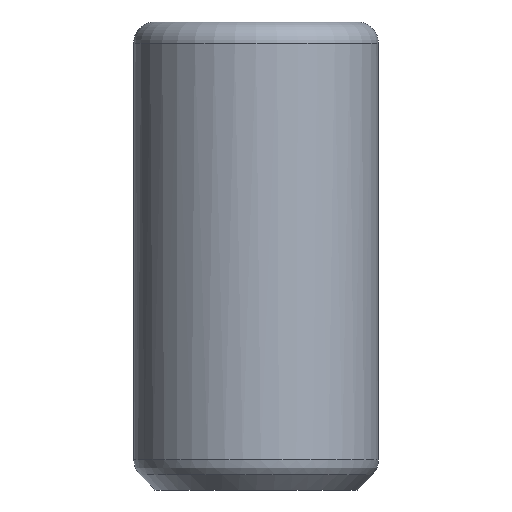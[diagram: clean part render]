
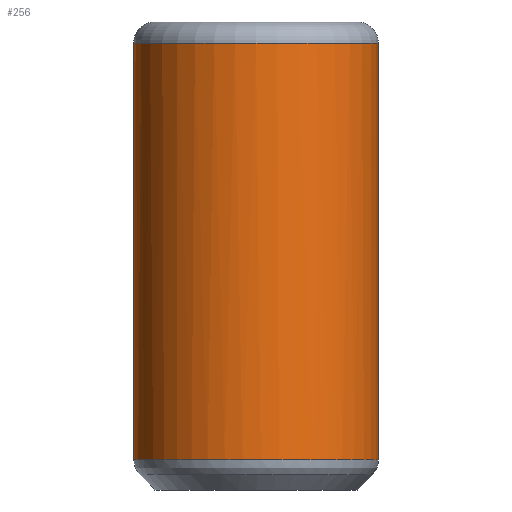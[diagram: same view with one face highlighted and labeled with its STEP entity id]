
A CAD part, front view. The second image highlights one B-rep face of the part: STEP entity #256.
In plain terms, the highlighted cylindrical face has radius 5.75 mm (diameter 11.5 mm), a full revolution.
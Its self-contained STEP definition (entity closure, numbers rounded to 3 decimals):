
#188 = TOROIDAL_SURFACE('',#189,4.75,1.);
#189 = AXIS2_PLACEMENT_3D('',#190,#191,#192);
#190 = CARTESIAN_POINT('',(0.,0.,21.));
#191 = DIRECTION('',(0.,0.,1.));
#192 = DIRECTION('',(1.,0.,-0.));
#207 = VERTEX_POINT('',#208);
#208 = CARTESIAN_POINT('',(5.75,0.,21.));
#228 = EDGE_CURVE('',#207,#207,#229,.T.);
#229 = SURFACE_CURVE('',#230,(#235,#242),.PCURVE_S1.);
#230 = CIRCLE('',#231,5.75);
#231 = AXIS2_PLACEMENT_3D('',#232,#233,#234);
#232 = CARTESIAN_POINT('',(0.,0.,21.));
#233 = DIRECTION('',(0.,0.,1.));
#234 = DIRECTION('',(1.,0.,-0.));
#235 = PCURVE('',#188,#236);
#236 = DEFINITIONAL_REPRESENTATION('',(#237),#241);
#237 = LINE('',#238,#239);
#238 = CARTESIAN_POINT('',(0.,0.));
#239 = VECTOR('',#240,1.);
#240 = DIRECTION('',(1.,0.));
#241 = ( GEOMETRIC_REPRESENTATION_CONTEXT(2) 
PARAMETRIC_REPRESENTATION_CONTEXT() REPRESENTATION_CONTEXT('2D SPACE',''
  ) );
#242 = PCURVE('',#243,#248);
#243 = CYLINDRICAL_SURFACE('',#244,5.75);
#244 = AXIS2_PLACEMENT_3D('',#245,#246,#247);
#245 = CARTESIAN_POINT('',(0.,0.,0.));
#246 = DIRECTION('',(-0.,-0.,-1.));
#247 = DIRECTION('',(1.,0.,0.));
#248 = DEFINITIONAL_REPRESENTATION('',(#249),#253);
#249 = LINE('',#250,#251);
#250 = CARTESIAN_POINT('',(-0.,-21.));
#251 = VECTOR('',#252,1.);
#252 = DIRECTION('',(-1.,0.));
#253 = ( GEOMETRIC_REPRESENTATION_CONTEXT(2) 
PARAMETRIC_REPRESENTATION_CONTEXT() REPRESENTATION_CONTEXT('2D SPACE',''
  ) );
#256 = ADVANCED_FACE('',(#257),#243,.T.);
#257 = FACE_BOUND('',#258,.F.);
#258 = EDGE_LOOP('',(#259,#282,#283,#284));
#259 = ORIENTED_EDGE('',*,*,#260,.T.);
#260 = EDGE_CURVE('',#261,#207,#263,.T.);
#261 = VERTEX_POINT('',#262);
#262 = CARTESIAN_POINT('',(5.75,0.,1.414));
#263 = SEAM_CURVE('',#264,(#268,#275),.PCURVE_S1.);
#264 = LINE('',#265,#266);
#265 = CARTESIAN_POINT('',(5.75,0.,0.));
#266 = VECTOR('',#267,1.);
#267 = DIRECTION('',(0.,0.,1.));
#268 = PCURVE('',#243,#269);
#269 = DEFINITIONAL_REPRESENTATION('',(#270),#274);
#270 = LINE('',#271,#272);
#271 = CARTESIAN_POINT('',(-0.,0.));
#272 = VECTOR('',#273,1.);
#273 = DIRECTION('',(-0.,-1.));
#274 = ( GEOMETRIC_REPRESENTATION_CONTEXT(2) 
PARAMETRIC_REPRESENTATION_CONTEXT() REPRESENTATION_CONTEXT('2D SPACE',''
  ) );
#275 = PCURVE('',#243,#276);
#276 = DEFINITIONAL_REPRESENTATION('',(#277),#281);
#277 = LINE('',#278,#279);
#278 = CARTESIAN_POINT('',(-6.283,0.));
#279 = VECTOR('',#280,1.);
#280 = DIRECTION('',(-0.,-1.));
#281 = ( GEOMETRIC_REPRESENTATION_CONTEXT(2) 
PARAMETRIC_REPRESENTATION_CONTEXT() REPRESENTATION_CONTEXT('2D SPACE',''
  ) );
#282 = ORIENTED_EDGE('',*,*,#228,.T.);
#283 = ORIENTED_EDGE('',*,*,#260,.F.);
#284 = ORIENTED_EDGE('',*,*,#285,.F.);
#285 = EDGE_CURVE('',#261,#261,#286,.T.);
#286 = SURFACE_CURVE('',#287,(#302,#324),.PCURVE_S1.);
#287 = ( BOUNDED_CURVE() B_SPLINE_CURVE(13,(#288,#289,#290,#291,#292,
    #293,#294,#295,#296,#297,#298,#299,#300,#301),.UNSPECIFIED.,.T.,.F.)
 B_SPLINE_CURVE_WITH_KNOTS((14,14),(0.,36.128),
.PIECEWISE_BEZIER_KNOTS.) CURVE() GEOMETRIC_REPRESENTATION_ITEM() 
RATIONAL_B_SPLINE_CURVE((1.,1.,1.,1.,
    1.,1.,1.,1.,
    1.,1.,1.,1.,1.,1.)) 
REPRESENTATION_ITEM('') );
#288 = CARTESIAN_POINT('',(5.75,0.,1.414));
#289 = CARTESIAN_POINT('',(5.75,2.739,1.414)
  );
#290 = CARTESIAN_POINT('',(4.334,5.541,1.414)
  );
#291 = CARTESIAN_POINT('',(1.421,7.545,1.414)
  );
#292 = CARTESIAN_POINT('',(-2.587,7.852,1.414
    ));
#293 = CARTESIAN_POINT('',(-6.05,5.717,1.414
    ));
#294 = CARTESIAN_POINT('',(-8.59,2.599,1.414)
  );
#295 = CARTESIAN_POINT('',(-8.59,-2.599,
    1.414));
#296 = CARTESIAN_POINT('',(-6.05,-5.717,
    1.414));
#297 = CARTESIAN_POINT('',(-2.587,-7.852,1.414
    ));
#298 = CARTESIAN_POINT('',(1.421,-7.545,1.414));
#299 = CARTESIAN_POINT('',(4.334,-5.541,1.414)
  );
#300 = CARTESIAN_POINT('',(5.75,-2.739,1.414
    ));
#301 = CARTESIAN_POINT('',(5.75,0.,1.414));
#302 = PCURVE('',#243,#303);
#303 = DEFINITIONAL_REPRESENTATION('',(#304),#323);
#304 = B_SPLINE_CURVE_WITH_KNOTS('',9,(#305,#306,#307,#308,#309,#310,
    #311,#312,#313,#314,#315,#316,#317,#318,#319,#320,#321,#322),
  .UNSPECIFIED.,.F.,.F.,(10,8,10),(0.,18.064,
    36.128),.UNSPECIFIED.);
#305 = CARTESIAN_POINT('',(0.,-1.414));
#306 = CARTESIAN_POINT('',(-0.344,-1.414));
#307 = CARTESIAN_POINT('',(-0.694,-1.414));
#308 = CARTESIAN_POINT('',(-1.045,-1.414));
#309 = CARTESIAN_POINT('',(-1.396,-1.414));
#310 = CARTESIAN_POINT('',(-1.745,-1.414));
#311 = CARTESIAN_POINT('',(-2.095,-1.414));
#312 = CARTESIAN_POINT('',(-2.443,-1.414));
#313 = CARTESIAN_POINT('',(-2.793,-1.414));
#314 = CARTESIAN_POINT('',(-3.491,-1.414));
#315 = CARTESIAN_POINT('',(-3.84,-1.414));
#316 = CARTESIAN_POINT('',(-4.189,-1.414));
#317 = CARTESIAN_POINT('',(-4.538,-1.414));
#318 = CARTESIAN_POINT('',(-4.887,-1.414));
#319 = CARTESIAN_POINT('',(-5.238,-1.414));
#320 = CARTESIAN_POINT('',(-5.589,-1.414));
#321 = CARTESIAN_POINT('',(-5.939,-1.414));
#322 = CARTESIAN_POINT('',(-6.283,-1.414));
#323 = ( GEOMETRIC_REPRESENTATION_CONTEXT(2) 
PARAMETRIC_REPRESENTATION_CONTEXT() REPRESENTATION_CONTEXT('2D SPACE',''
  ) );
#324 = PCURVE('',#325,#368);
#325 = ( BOUNDED_SURFACE() B_SPLINE_SURFACE(2,13,(
    (#326,#327,#328,#329,#330,#331,#332,#333,#334,#335,#336,#337,#338
      ,#339)
    ,(#340,#341,#342,#343,#344,#345,#346,#347,#348,#349,#350,#351,#352
      ,#353)
    ,(#354,#355,#356,#357,#358,#359,#360,#361,#362,#363,#364,#365,#366
,#367
    )),.UNSPECIFIED.,.F.,.T.,.F.) B_SPLINE_SURFACE_WITH_KNOTS((3,3),(14,
    14),(0.,36.128),(0.,36.128),
.PIECEWISE_BEZIER_KNOTS.) GEOMETRIC_REPRESENTATION_ITEM() 
RATIONAL_B_SPLINE_SURFACE((
    (1.,1.,1.,1.,1.,1.
      ,1.,1.,1.,1.
      ,1.,1.,1.,1.)
    ,(0.924,0.924,0.924,0.924
      ,0.924,0.924,0.924,0.924
      ,0.924,0.924,0.924,0.924
      ,0.924,0.924)
    ,(1.,1.,1.,1.,1.,1.
      ,1.,1.,1.,1.
,1.,1.,1.,1.
  ))) REPRESENTATION_ITEM('') SURFACE() );
#326 = CARTESIAN_POINT('',(5.75,0.,1.414));
#327 = CARTESIAN_POINT('',(5.75,2.739,1.414)
  );
#328 = CARTESIAN_POINT('',(4.334,5.541,1.414)
  );
#329 = CARTESIAN_POINT('',(1.421,7.545,1.414)
  );
#330 = CARTESIAN_POINT('',(-2.587,7.852,1.414
    ));
#331 = CARTESIAN_POINT('',(-6.05,5.717,1.414
    ));
#332 = CARTESIAN_POINT('',(-8.59,2.599,1.414)
  );
#333 = CARTESIAN_POINT('',(-8.59,-2.599,
    1.414));
#334 = CARTESIAN_POINT('',(-6.05,-5.717,
    1.414));
#335 = CARTESIAN_POINT('',(-2.587,-7.852,1.414
    ));
#336 = CARTESIAN_POINT('',(1.421,-7.545,1.414));
#337 = CARTESIAN_POINT('',(4.334,-5.541,1.414)
  );
#338 = CARTESIAN_POINT('',(5.75,-2.739,1.414
    ));
#339 = CARTESIAN_POINT('',(5.75,0.,1.414));
#340 = CARTESIAN_POINT('',(5.75,0.,1.));
#341 = CARTESIAN_POINT('',(5.75,2.739,1.));
#342 = CARTESIAN_POINT('',(4.334,5.541,1.));
#343 = CARTESIAN_POINT('',(1.421,7.545,1.)
  );
#344 = CARTESIAN_POINT('',(-2.587,7.852,1.
    ));
#345 = CARTESIAN_POINT('',(-6.05,5.717,1.
    ));
#346 = CARTESIAN_POINT('',(-8.59,2.599,1.
    ));
#347 = CARTESIAN_POINT('',(-8.59,-2.599,
    1.));
#348 = CARTESIAN_POINT('',(-6.05,-5.717,
    1.));
#349 = CARTESIAN_POINT('',(-2.587,-7.852,
    1.));
#350 = CARTESIAN_POINT('',(1.421,-7.545,1.)
  );
#351 = CARTESIAN_POINT('',(4.334,-5.541,1.));
#352 = CARTESIAN_POINT('',(5.75,-2.739,1.));
#353 = CARTESIAN_POINT('',(5.75,0.,1.));
#354 = CARTESIAN_POINT('',(5.457,0.,0.707));
#355 = CARTESIAN_POINT('',(5.457,2.599,0.707)
  );
#356 = CARTESIAN_POINT('',(4.114,5.259,0.707)
  );
#357 = CARTESIAN_POINT('',(1.349,7.16,0.707)
  );
#358 = CARTESIAN_POINT('',(-2.455,7.452,0.707)
  );
#359 = CARTESIAN_POINT('',(-5.742,5.426,0.707
    ));
#360 = CARTESIAN_POINT('',(-8.152,2.467,0.707)
  );
#361 = CARTESIAN_POINT('',(-8.152,-2.467,0.707
    ));
#362 = CARTESIAN_POINT('',(-5.742,-5.426,
    0.707));
#363 = CARTESIAN_POINT('',(-2.455,-7.452,
    0.707));
#364 = CARTESIAN_POINT('',(1.349,-7.16,0.707
    ));
#365 = CARTESIAN_POINT('',(4.114,-5.259,0.707
    ));
#366 = CARTESIAN_POINT('',(5.457,-2.599,0.707
    ));
#367 = CARTESIAN_POINT('',(5.457,0.,
    0.707));
#368 = DEFINITIONAL_REPRESENTATION('',(#369),#373);
#369 = LINE('',#370,#371);
#370 = CARTESIAN_POINT('',(0.,0.));
#371 = VECTOR('',#372,1.);
#372 = DIRECTION('',(0.,1.));
#373 = ( GEOMETRIC_REPRESENTATION_CONTEXT(2) 
PARAMETRIC_REPRESENTATION_CONTEXT() REPRESENTATION_CONTEXT('2D SPACE',''
  ) );
